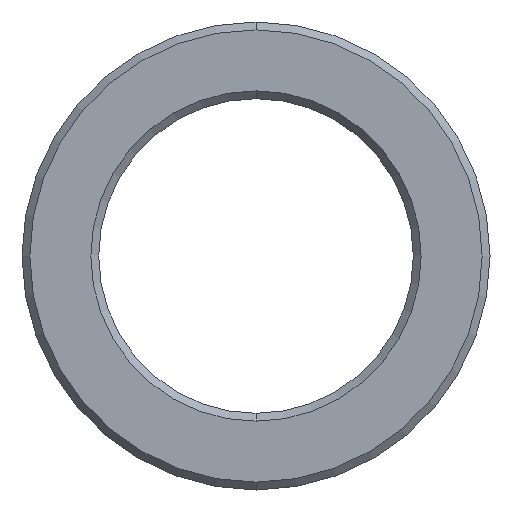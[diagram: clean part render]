
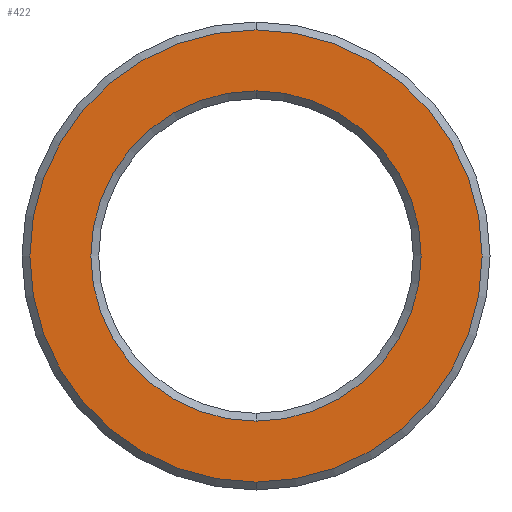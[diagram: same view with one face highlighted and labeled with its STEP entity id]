
A CAD part, front view. The second image highlights one B-rep face of the part: STEP entity #422.
In plain terms, the highlighted planar face has unit normal (0, -1, 0).
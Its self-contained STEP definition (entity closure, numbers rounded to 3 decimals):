
#5 = DIRECTION ( 'NONE',  ( 0., 0., 1. ) ) ;
#17 = DIRECTION ( 'NONE',  ( 0., 0., 1. ) ) ;
#25 = ORIENTED_EDGE ( 'NONE', *, *, #82, .T. ) ;
#34 = ORIENTED_EDGE ( 'NONE', *, *, #377, .T. ) ;
#44 = DIRECTION ( 'NONE',  ( 0., 0., 1. ) ) ;
#52 = AXIS2_PLACEMENT_3D ( 'NONE', #73, #181, #5 ) ;
#73 = CARTESIAN_POINT ( 'NONE',  ( 0., -21.5, 0. ) ) ;
#82 = EDGE_CURVE ( 'NONE', #283, #148, #263, .T. ) ;
#94 = CIRCLE ( 'NONE', #223, 2.875 ) ;
#97 = EDGE_LOOP ( 'NONE', ( #319, #25 ) ) ;
#139 = CARTESIAN_POINT ( 'NONE',  ( 0., -21.5, 2.1 ) ) ;
#140 = EDGE_CURVE ( 'NONE', #148, #283, #357, .T. ) ;
#148 = VERTEX_POINT ( 'NONE', #369 ) ;
#149 = DIRECTION ( 'NONE',  ( 0., 1., 0. ) ) ;
#163 = DIRECTION ( 'NONE',  ( 0., 1., 0. ) ) ;
#181 = DIRECTION ( 'NONE',  ( 0., 1., 0. ) ) ;
#184 = CIRCLE ( 'NONE', #187, 2.875 ) ;
#187 = AXIS2_PLACEMENT_3D ( 'NONE', #380, #307, #302 ) ;
#197 = FACE_OUTER_BOUND ( 'NONE', #296, .T. ) ;
#216 = VERTEX_POINT ( 'NONE', #345 ) ;
#223 = AXIS2_PLACEMENT_3D ( 'NONE', #280, #392, #44 ) ;
#229 = AXIS2_PLACEMENT_3D ( 'NONE', #294, #163, #261 ) ;
#245 = PLANE ( 'NONE',  #52 ) ;
#261 = DIRECTION ( 'NONE',  ( 0., 0., 1. ) ) ;
#263 = CIRCLE ( 'NONE', #383, 2.1 ) ;
#267 = ORIENTED_EDGE ( 'NONE', *, *, #335, .T. ) ;
#280 = CARTESIAN_POINT ( 'NONE',  ( 0., -21.5, 0. ) ) ;
#283 = VERTEX_POINT ( 'NONE', #139 ) ;
#294 = CARTESIAN_POINT ( 'NONE',  ( 0., -21.5, 0. ) ) ;
#296 = EDGE_LOOP ( 'NONE', ( #34, #267 ) ) ;
#302 = DIRECTION ( 'NONE',  ( 0., 0., 1. ) ) ;
#306 = FACE_BOUND ( 'NONE', #97, .T. ) ;
#307 = DIRECTION ( 'NONE',  ( 0., -1., 0. ) ) ;
#319 = ORIENTED_EDGE ( 'NONE', *, *, #140, .T. ) ;
#322 = CARTESIAN_POINT ( 'NONE',  ( 0., -21.5, 0. ) ) ;
#328 = VERTEX_POINT ( 'NONE', #337 ) ;
#335 = EDGE_CURVE ( 'NONE', #328, #216, #184, .T. ) ;
#337 = CARTESIAN_POINT ( 'NONE',  ( 0., -21.5, -2.875 ) ) ;
#345 = CARTESIAN_POINT ( 'NONE',  ( 0., -21.5, 2.875 ) ) ;
#357 = CIRCLE ( 'NONE', #229, 2.1 ) ;
#369 = CARTESIAN_POINT ( 'NONE',  ( 0., -21.5, -2.1 ) ) ;
#377 = EDGE_CURVE ( 'NONE', #216, #328, #94, .T. ) ;
#380 = CARTESIAN_POINT ( 'NONE',  ( 0., -21.5, 0. ) ) ;
#383 = AXIS2_PLACEMENT_3D ( 'NONE', #322, #149, #17 ) ;
#392 = DIRECTION ( 'NONE',  ( 0., -1., 0. ) ) ;
#422 = ADVANCED_FACE ( 'NONE', ( #197, #306 ), #245, .F. ) ;
